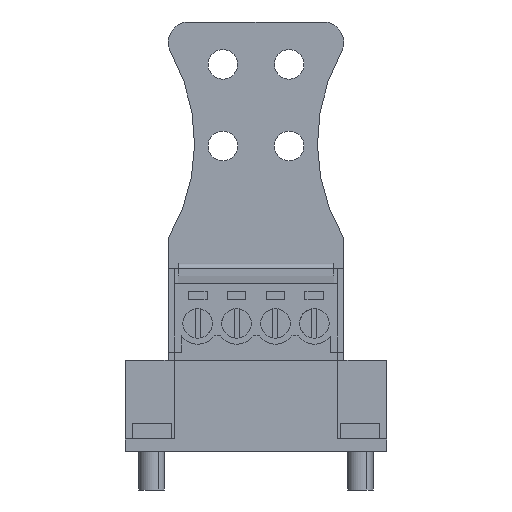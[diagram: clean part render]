
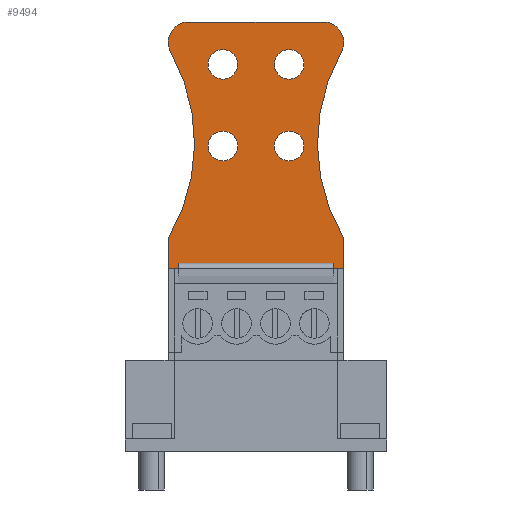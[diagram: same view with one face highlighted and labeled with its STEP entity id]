
A CAD part, front view. The second image highlights one B-rep face of the part: STEP entity #9494.
In plain terms, the highlighted planar face has unit normal (0, -1, 0).
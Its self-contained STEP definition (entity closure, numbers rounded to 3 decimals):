
#9377=AXIS2_PLACEMENT_3D('Plane Axis2P3D',#9374,#9375,#9376) ;
#9381=AXIS2_PLACEMENT_3D('Circle Axis2P3D',#9379,#9380,$) ;
#9388=AXIS2_PLACEMENT_3D('Circle Axis2P3D',#9386,#9387,$) ;
#9402=AXIS2_PLACEMENT_3D('Circle Axis2P3D',#9400,#9401,$) ;
#9409=AXIS2_PLACEMENT_3D('Circle Axis2P3D',#9407,#9408,$) ;
#9424=AXIS2_PLACEMENT_3D('Circle Axis2P3D',#9422,#9423,$) ;
#9433=AXIS2_PLACEMENT_3D('Circle Axis2P3D',#9431,#9432,$) ;
#9442=AXIS2_PLACEMENT_3D('Circle Axis2P3D',#9440,#9441,$) ;
#9451=AXIS2_PLACEMENT_3D('Circle Axis2P3D',#9449,#9450,$) ;
#9460=AXIS2_PLACEMENT_3D('Circle Axis2P3D',#9458,#9459,$) ;
#9469=AXIS2_PLACEMENT_3D('Circle Axis2P3D',#9467,#9468,$) ;
#9478=AXIS2_PLACEMENT_3D('Circle Axis2P3D',#9476,#9477,$) ;
#9487=AXIS2_PLACEMENT_3D('Circle Axis2P3D',#9485,#9486,$) ;
#9196=CARTESIAN_POINT('Vertex',(4.255,10.6,21.7)) ;
#9212=CARTESIAN_POINT('Vertex',(21.375,10.6,21.7)) ;
#9215=CARTESIAN_POINT('Line Origine',(12.815,10.6,21.7)) ;
#9233=CARTESIAN_POINT('Line Origine',(4.255,10.6,23.2)) ;
#9237=CARTESIAN_POINT('Vertex',(4.255,10.6,24.701)) ;
#9349=CARTESIAN_POINT('Vertex',(21.375,10.6,24.701)) ;
#9352=CARTESIAN_POINT('Line Origine',(21.375,10.6,23.2)) ;
#9374=CARTESIAN_POINT('Axis2P3D Location',(12.815,10.6,12.7)) ;
#9379=CARTESIAN_POINT('Axis2P3D Location',(37.03,10.6,33.973)) ;
#9383=CARTESIAN_POINT('Vertex',(21.159,10.6,42.872)) ;
#9386=CARTESIAN_POINT('Axis2P3D Location',(19.415,10.6,43.85)) ;
#9390=CARTESIAN_POINT('Vertex',(19.415,10.6,45.85)) ;
#9393=CARTESIAN_POINT('Line Origine',(12.815,10.6,45.85)) ;
#9397=CARTESIAN_POINT('Vertex',(6.215,10.6,45.85)) ;
#9400=CARTESIAN_POINT('Axis2P3D Location',(6.215,10.6,43.85)) ;
#9404=CARTESIAN_POINT('Vertex',(4.471,10.6,42.872)) ;
#9407=CARTESIAN_POINT('Axis2P3D Location',(-11.4,10.6,33.973)) ;
#9422=CARTESIAN_POINT('Axis2P3D Location',(16.065,10.6,33.7)) ;
#9426=CARTESIAN_POINT('Vertex',(14.615,10.6,33.7)) ;
#9428=CARTESIAN_POINT('Vertex',(17.515,10.6,33.7)) ;
#9431=CARTESIAN_POINT('Axis2P3D Location',(16.065,10.6,33.7)) ;
#9440=CARTESIAN_POINT('Axis2P3D Location',(9.565,10.6,33.7)) ;
#9444=CARTESIAN_POINT('Vertex',(8.115,10.6,33.7)) ;
#9446=CARTESIAN_POINT('Vertex',(11.015,10.6,33.7)) ;
#9449=CARTESIAN_POINT('Axis2P3D Location',(9.565,10.6,33.7)) ;
#9458=CARTESIAN_POINT('Axis2P3D Location',(9.565,10.6,41.7)) ;
#9462=CARTESIAN_POINT('Vertex',(11.015,10.6,41.7)) ;
#9464=CARTESIAN_POINT('Vertex',(8.115,10.6,41.7)) ;
#9467=CARTESIAN_POINT('Axis2P3D Location',(9.565,10.6,41.7)) ;
#9476=CARTESIAN_POINT('Axis2P3D Location',(16.065,10.6,41.7)) ;
#9480=CARTESIAN_POINT('Vertex',(17.515,10.6,41.7)) ;
#9482=CARTESIAN_POINT('Vertex',(14.615,10.6,41.7)) ;
#9485=CARTESIAN_POINT('Axis2P3D Location',(16.065,10.6,41.7)) ;
#9216=DIRECTION('Vector Direction',(-1.,0.,0.)) ;
#9234=DIRECTION('Vector Direction',(0.,0.,-1.)) ;
#9353=DIRECTION('Vector Direction',(0.,0.,1.)) ;
#9375=DIRECTION('Axis2P3D Direction',(0.,-1.,0.)) ;
#9376=DIRECTION('Axis2P3D XDirection',(1.,0.,0.)) ;
#9380=DIRECTION('Axis2P3D Direction',(0.,-1.,0.)) ;
#9387=DIRECTION('Axis2P3D Direction',(0.,-1.,0.)) ;
#9394=DIRECTION('Vector Direction',(1.,0.,0.)) ;
#9401=DIRECTION('Axis2P3D Direction',(0.,-1.,0.)) ;
#9408=DIRECTION('Axis2P3D Direction',(0.,-1.,0.)) ;
#9423=DIRECTION('Axis2P3D Direction',(0.,-1.,0.)) ;
#9432=DIRECTION('Axis2P3D Direction',(0.,-1.,0.)) ;
#9441=DIRECTION('Axis2P3D Direction',(0.,-1.,0.)) ;
#9450=DIRECTION('Axis2P3D Direction',(0.,-1.,0.)) ;
#9459=DIRECTION('Axis2P3D Direction',(0.,-1.,0.)) ;
#9468=DIRECTION('Axis2P3D Direction',(0.,-1.,0.)) ;
#9477=DIRECTION('Axis2P3D Direction',(0.,-1.,0.)) ;
#9486=DIRECTION('Axis2P3D Direction',(0.,-1.,0.)) ;
#9217=VECTOR('Line Direction',#9216,1.) ;
#9235=VECTOR('Line Direction',#9234,1.) ;
#9354=VECTOR('Line Direction',#9353,1.) ;
#9395=VECTOR('Line Direction',#9394,1.) ;
#9413=ORIENTED_EDGE('',*,*,#9356,.T.) ;
#9414=ORIENTED_EDGE('',*,*,#9385,.F.) ;
#9415=ORIENTED_EDGE('',*,*,#9392,.T.) ;
#9416=ORIENTED_EDGE('',*,*,#9399,.F.) ;
#9417=ORIENTED_EDGE('',*,*,#9406,.T.) ;
#9418=ORIENTED_EDGE('',*,*,#9411,.F.) ;
#9419=ORIENTED_EDGE('',*,*,#9239,.T.) ;
#9420=ORIENTED_EDGE('',*,*,#9219,.F.) ;
#9437=ORIENTED_EDGE('',*,*,#9430,.F.) ;
#9438=ORIENTED_EDGE('',*,*,#9435,.F.) ;
#9455=ORIENTED_EDGE('',*,*,#9448,.F.) ;
#9456=ORIENTED_EDGE('',*,*,#9453,.F.) ;
#9473=ORIENTED_EDGE('',*,*,#9466,.F.) ;
#9474=ORIENTED_EDGE('',*,*,#9471,.F.) ;
#9491=ORIENTED_EDGE('',*,*,#9484,.F.) ;
#9492=ORIENTED_EDGE('',*,*,#9489,.F.) ;
#9439=FACE_BOUND('',#9436,.T.) ;
#9457=FACE_BOUND('',#9454,.T.) ;
#9475=FACE_BOUND('',#9472,.T.) ;
#9493=FACE_BOUND('',#9490,.T.) ;
#9494=ADVANCED_FACE('Strain relief',(#9421,#9439,#9457,#9475,#9493),#9378,.T.) ;
#9382=CIRCLE('generated circle',#9381,18.195) ;
#9389=CIRCLE('generated circle',#9388,2.) ;
#9403=CIRCLE('generated circle',#9402,2.) ;
#9410=CIRCLE('generated circle',#9409,18.195) ;
#9425=CIRCLE('generated circle',#9424,1.45) ;
#9434=CIRCLE('generated circle',#9433,1.45) ;
#9443=CIRCLE('generated circle',#9442,1.45) ;
#9452=CIRCLE('generated circle',#9451,1.45) ;
#9461=CIRCLE('generated circle',#9460,1.45) ;
#9470=CIRCLE('generated circle',#9469,1.45) ;
#9479=CIRCLE('generated circle',#9478,1.45) ;
#9488=CIRCLE('generated circle',#9487,1.45) ;
#9219=EDGE_CURVE('',#9213,#9197,#9218,.T.) ;
#9239=EDGE_CURVE('',#9238,#9197,#9236,.T.) ;
#9356=EDGE_CURVE('',#9213,#9350,#9355,.T.) ;
#9385=EDGE_CURVE('',#9384,#9350,#9382,.T.) ;
#9392=EDGE_CURVE('',#9384,#9391,#9389,.T.) ;
#9399=EDGE_CURVE('',#9398,#9391,#9396,.T.) ;
#9406=EDGE_CURVE('',#9398,#9405,#9403,.T.) ;
#9411=EDGE_CURVE('',#9238,#9405,#9410,.T.) ;
#9430=EDGE_CURVE('',#9427,#9429,#9425,.T.) ;
#9435=EDGE_CURVE('',#9429,#9427,#9434,.T.) ;
#9448=EDGE_CURVE('',#9445,#9447,#9443,.T.) ;
#9453=EDGE_CURVE('',#9447,#9445,#9452,.T.) ;
#9466=EDGE_CURVE('',#9463,#9465,#9461,.T.) ;
#9471=EDGE_CURVE('',#9465,#9463,#9470,.T.) ;
#9484=EDGE_CURVE('',#9481,#9483,#9479,.T.) ;
#9489=EDGE_CURVE('',#9483,#9481,#9488,.T.) ;
#9412=EDGE_LOOP('',(#9413,#9414,#9415,#9416,#9417,#9418,#9419,#9420)) ;
#9436=EDGE_LOOP('',(#9437,#9438)) ;
#9454=EDGE_LOOP('',(#9455,#9456)) ;
#9472=EDGE_LOOP('',(#9473,#9474)) ;
#9490=EDGE_LOOP('',(#9491,#9492)) ;
#9421=FACE_OUTER_BOUND('',#9412,.T.) ;
#9218=LINE('Line',#9215,#9217) ;
#9236=LINE('Line',#9233,#9235) ;
#9355=LINE('Line',#9352,#9354) ;
#9396=LINE('Line',#9393,#9395) ;
#9378=PLANE('',#9377) ;
#9197=VERTEX_POINT('',#9196) ;
#9213=VERTEX_POINT('',#9212) ;
#9238=VERTEX_POINT('',#9237) ;
#9350=VERTEX_POINT('',#9349) ;
#9384=VERTEX_POINT('',#9383) ;
#9391=VERTEX_POINT('',#9390) ;
#9398=VERTEX_POINT('',#9397) ;
#9405=VERTEX_POINT('',#9404) ;
#9427=VERTEX_POINT('',#9426) ;
#9429=VERTEX_POINT('',#9428) ;
#9445=VERTEX_POINT('',#9444) ;
#9447=VERTEX_POINT('',#9446) ;
#9463=VERTEX_POINT('',#9462) ;
#9465=VERTEX_POINT('',#9464) ;
#9481=VERTEX_POINT('',#9480) ;
#9483=VERTEX_POINT('',#9482) ;
